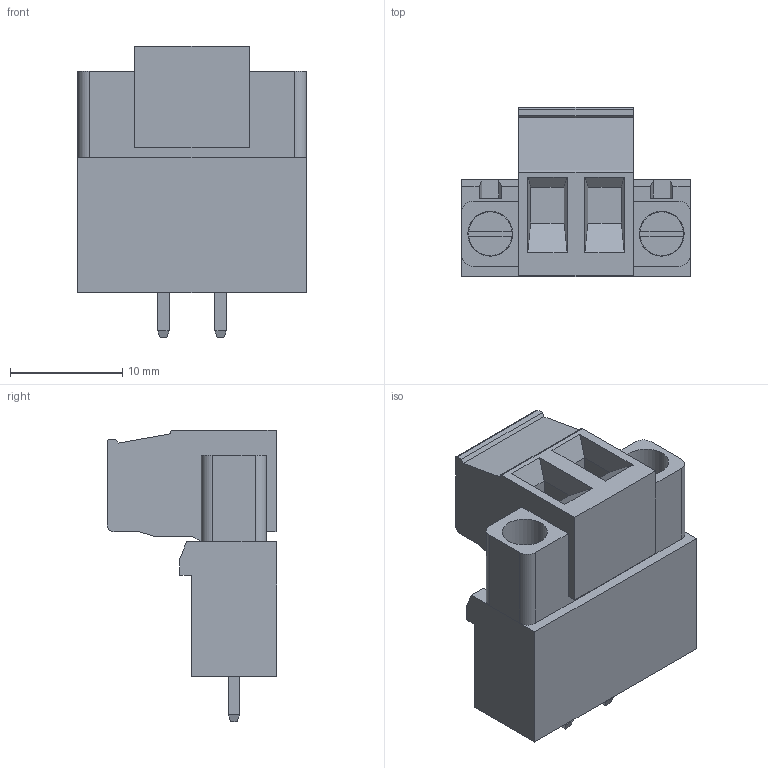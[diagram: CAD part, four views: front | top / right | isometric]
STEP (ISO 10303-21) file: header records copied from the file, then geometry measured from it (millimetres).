
FILE_DESCRIPTION(/* description */ ('model of PhoenixContact_MSTBV-GF_02x5.08mm_Vertical_ThreadedFlange.'),/* implementation_level */ FILE_NAME(/* name */ 'PhoenixContact_MSTBV-GF_02x5.08mm_Vertical_ThreadedFlange..stp',/* time_stamp */ '2017-06-08T17:38:49',/* author */ ('Rene Poeschl',''),/* organization */ (''),/* preprocessor_version */ '',/* originating_system */ '',/* authorisation */ '');
FILE_NAME(/* name */ 'PhoenixContact_MSTBV-GF_02x5.08mm_Vertical_ThreadedFlange..stp',/* time_stamp */ '2017-06-08T17:38:49',/* author */ ('Rene Poeschl',''),/* organization */ (''),/* preprocessor_version */ '',/* originating_system */ '',/* authorisation */ '');
FILE_SCHEMA(('AUTOMOTIVE_DESIGN_CC2 { 1 2 10303 214 -1 1 5 4 }'));
Length unit declared in the file: millimetre
Products named in the file (1): MSTBV_01x02_GF_5_08mm
Bounding box: 20.32 x 15.05 x 25.9 mm (x, y, z)
Volume: 3518.4 mm3; surface area: 2186.8 mm2
Topology: 1 solids, 1 shells, 122 faces, 302 edges, 192 vertices
Faces by surface type: plane 101, cylinder 13, bspline 8
Full cylindrical faces by diameter (mm): 3.8 x2, 3.9 x2, 4 x2
Entity records: 4403 total; most frequent: CARTESIAN_POINT 649, ORIENTED_EDGE 604, DIRECTION 566, EDGE_CURVE 302, LINE 252, VECTOR 252, VERTEX_POINT 192, AXIS2_PLACEMENT_3D 157
